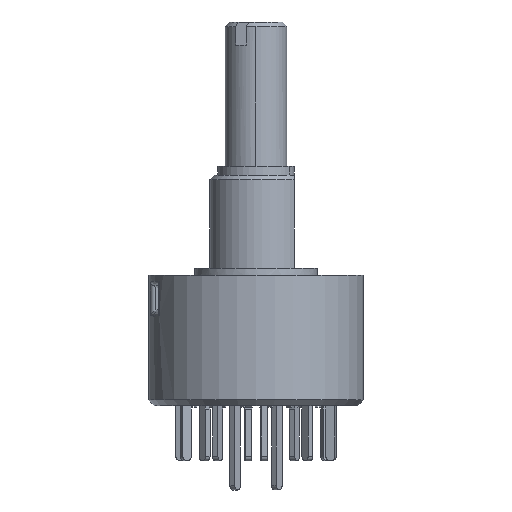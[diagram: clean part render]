
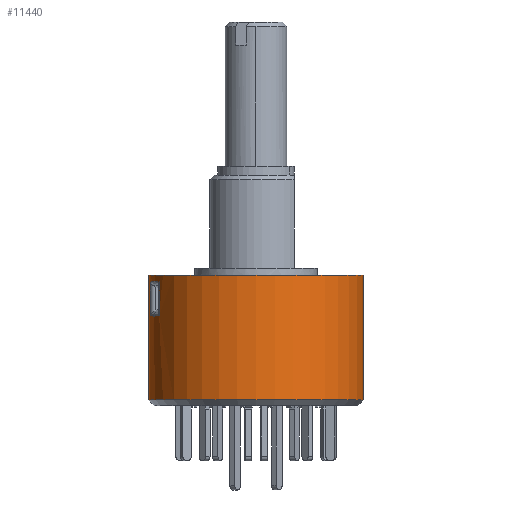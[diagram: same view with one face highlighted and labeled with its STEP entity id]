
A CAD part, left-side view. The second image highlights one B-rep face of the part: STEP entity #11440.
In plain terms, the highlighted cylindrical face has radius 7 mm (diameter 14 mm), a partial arc.
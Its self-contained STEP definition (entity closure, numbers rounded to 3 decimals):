
#620 = ORIENTED_EDGE ( 'NONE', *, *, #3149, .T. ) ;
#1130 = VERTEX_POINT ( 'NONE', #1894 ) ;
#1415 =( BOUNDED_CURVE ( )  B_SPLINE_CURVE ( 3, ( #12564, #8800, #7531, #5079 ),
 .UNSPECIFIED., .F., .F. ) 
 B_SPLINE_CURVE_WITH_KNOTS ( ( 4, 4 ),
 ( 3.007, 3.276 ),
 .UNSPECIFIED. ) 
 CURVE ( )  GEOMETRIC_REPRESENTATION_ITEM ( )  RATIONAL_B_SPLINE_CURVE ( ( 1., 0.994, 0.994, 1. ) ) 
 REPRESENTATION_ITEM ( '' )  );
#1842 = LINE ( 'NONE', #3266, #15906 ) ;
#1894 = CARTESIAN_POINT ( 'NONE',  ( -1.252, 6.887, -0.888 ) ) ;
#2023 = VERTEX_POINT ( 'NONE', #14560 ) ;
#2410 = CARTESIAN_POINT ( 'NONE',  ( -1.56, 6.831, -3.117 ) ) ;
#2436 = DIRECTION ( 'NONE',  ( 0., 0., -1. ) ) ;
#2464 = CARTESIAN_POINT ( 'NONE',  ( -2.163, 6.657, -3.129 ) ) ;
#2860 = ORIENTED_EDGE ( 'NONE', *, *, #12643, .T. ) ;
#3149 = EDGE_CURVE ( 'NONE', #4615, #1130, #7194, .T. ) ;
#3266 = CARTESIAN_POINT ( 'NONE',  ( -3.036, 6.308, -0.45 ) ) ;
#3294 = VERTEX_POINT ( 'NONE', #11582 ) ;
#3336 = CIRCLE ( 'NONE', #4643, 7. ) ;
#3387 = ORIENTED_EDGE ( 'NONE', *, *, #12671, .T. ) ;
#3537 = DIRECTION ( 'NONE',  ( 0., 0., -1. ) ) ;
#3569 = DIRECTION ( 'NONE',  ( 0., -1., 0. ) ) ;
#3627 = DIRECTION ( 'NONE',  ( 0., 0., 1. ) ) ;
#3716 = VERTEX_POINT ( 'NONE', #11913 ) ;
#3797 = CIRCLE ( 'NONE', #10737, 7. ) ;
#4099 = ORIENTED_EDGE ( 'NONE', *, *, #6821, .T. ) ;
#4193 = DIRECTION ( 'NONE',  ( 0., 0., 1. ) ) ;
#4440 = CARTESIAN_POINT ( 'NONE',  ( 0., 7., -0.45 ) ) ;
#4492 = EDGE_CURVE ( 'NONE', #13022, #16309, #3336, .T. ) ;
#4615 = VERTEX_POINT ( 'NONE', #13771 ) ;
#4643 = AXIS2_PLACEMENT_3D ( 'NONE', #13113, #4193, #13061 ) ;
#4992 = CARTESIAN_POINT ( 'NONE',  ( 0., 7., -0.45 ) ) ;
#5079 = CARTESIAN_POINT ( 'NONE',  ( -3.036, 6.308, -0.888 ) ) ;
#5245 = CARTESIAN_POINT ( 'NONE',  ( 0., 0., -0.45 ) ) ;
#5347 = DIRECTION ( 'NONE',  ( 0., 0., -1. ) ) ;
#5453 = EDGE_LOOP ( 'NONE', ( #4099, #2860, #620, #3387, #14365 ) ) ;
#6144 = CARTESIAN_POINT ( 'NONE',  ( 0., -7., -0.45 ) ) ;
#6821 = EDGE_CURVE ( 'NONE', #11504, #2023, #11708, .T. ) ;
#7194 = LINE ( 'NONE', #16262, #10132 ) ;
#7333 =( BOUNDED_CURVE ( )  B_SPLINE_CURVE ( 3, ( #2464, #15239, #2410, #7638 ),
 .UNSPECIFIED., .F., .F. ) 
 B_SPLINE_CURVE_WITH_KNOTS ( ( 4, 4 ),
 ( 0., 0.134 ),
 .UNSPECIFIED. ) 
 CURVE ( )  GEOMETRIC_REPRESENTATION_ITEM ( )  RATIONAL_B_SPLINE_CURVE ( ( 1., 0.998, 0.998, 1. ) ) 
 REPRESENTATION_ITEM ( '' )  );
#7531 = CARTESIAN_POINT ( 'NONE',  ( -2.469, 6.58, -0.841 ) ) ;
#7613 = VECTOR ( 'NONE', #2436, 1000. ) ;
#7638 = CARTESIAN_POINT ( 'NONE',  ( -1.252, 6.887, -3.094 ) ) ;
#8327 = EDGE_CURVE ( 'NONE', #3716, #11504, #1842, .T. ) ;
#8361 = ORIENTED_EDGE ( 'NONE', *, *, #8953, .T. ) ;
#8364 = CARTESIAN_POINT ( 'NONE',  ( -3.036, 6.308, -3.094 ) ) ;
#8800 = CARTESIAN_POINT ( 'NONE',  ( -1.871, 6.775, -0.841 ) ) ;
#8953 = EDGE_CURVE ( 'NONE', #14871, #3294, #3797, .T. ) ;
#9842 = EDGE_CURVE ( 'NONE', #16309, #3294, #16022, .T. ) ;
#10132 = VECTOR ( 'NONE', #12667, 1000. ) ;
#10462 = AXIS2_PLACEMENT_3D ( 'NONE', #5245, #5347, #12100 ) ;
#10737 = AXIS2_PLACEMENT_3D ( 'NONE', #13761, #3627, #3569 ) ;
#10776 = ORIENTED_EDGE ( 'NONE', *, *, #12011, .T. ) ;
#10881 = CARTESIAN_POINT ( 'NONE',  ( -2.753, 6.444, -3.117 ) ) ;
#11217 = CYLINDRICAL_SURFACE ( 'NONE', #10462, 7. ) ;
#11440 = ADVANCED_FACE ( 'NONE', ( #14395, #13381 ), #11217, .T. ) ;
#11504 = VERTEX_POINT ( 'NONE', #8364 ) ;
#11582 = CARTESIAN_POINT ( 'NONE',  ( 0., -7., -8.574 ) ) ;
#11708 =( BOUNDED_CURVE ( )  B_SPLINE_CURVE ( 3, ( #13486, #10881, #12035, #12140 ),
 .UNSPECIFIED., .F., .T. ) 
 B_SPLINE_CURVE_WITH_KNOTS ( ( 4, 4 ),
 ( 6.149, 6.283 ),
 .UNSPECIFIED. ) 
 CURVE ( )  GEOMETRIC_REPRESENTATION_ITEM ( )  RATIONAL_B_SPLINE_CURVE ( ( 1., 0.998, 0.998, 1. ) ) 
 REPRESENTATION_ITEM ( '' )  );
#11913 = CARTESIAN_POINT ( 'NONE',  ( -3.036, 6.308, -0.888 ) ) ;
#12011 = EDGE_CURVE ( 'NONE', #13022, #14871, #12568, .T. ) ;
#12035 = CARTESIAN_POINT ( 'NONE',  ( -2.462, 6.56, -3.129 ) ) ;
#12100 = DIRECTION ( 'NONE',  ( 0., 1., 0. ) ) ;
#12115 = DIRECTION ( 'NONE',  ( 0., 0., -1. ) ) ;
#12140 = CARTESIAN_POINT ( 'NONE',  ( -2.163, 6.657, -3.129 ) ) ;
#12271 = EDGE_LOOP ( 'NONE', ( #15822, #14698, #10776, #8361 ) ) ;
#12564 = CARTESIAN_POINT ( 'NONE',  ( -1.252, 6.887, -0.888 ) ) ;
#12568 = LINE ( 'NONE', #4992, #7613 ) ;
#12643 = EDGE_CURVE ( 'NONE', #2023, #4615, #7333, .T. ) ;
#12667 = DIRECTION ( 'NONE',  ( 0., 0., 1. ) ) ;
#12671 = EDGE_CURVE ( 'NONE', #1130, #3716, #1415, .T. ) ;
#12725 = CARTESIAN_POINT ( 'NONE',  ( 0., -7., -0.45 ) ) ;
#13022 = VERTEX_POINT ( 'NONE', #4440 ) ;
#13061 = DIRECTION ( 'NONE',  ( 0., -1., 0. ) ) ;
#13113 = CARTESIAN_POINT ( 'NONE',  ( 0., 0., -0.45 ) ) ;
#13249 = VECTOR ( 'NONE', #3537, 1000. ) ;
#13381 = FACE_BOUND ( 'NONE', #5453, .T. ) ;
#13486 = CARTESIAN_POINT ( 'NONE',  ( -3.036, 6.308, -3.094 ) ) ;
#13743 = CARTESIAN_POINT ( 'NONE',  ( 0., 7., -8.574 ) ) ;
#13761 = CARTESIAN_POINT ( 'NONE',  ( 0., 0., -8.574 ) ) ;
#13771 = CARTESIAN_POINT ( 'NONE',  ( -1.252, 6.887, -3.094 ) ) ;
#14365 = ORIENTED_EDGE ( 'NONE', *, *, #8327, .T. ) ;
#14395 = FACE_OUTER_BOUND ( 'NONE', #12271, .T. ) ;
#14560 = CARTESIAN_POINT ( 'NONE',  ( -2.163, 6.657, -3.129 ) ) ;
#14698 = ORIENTED_EDGE ( 'NONE', *, *, #4492, .F. ) ;
#14871 = VERTEX_POINT ( 'NONE', #13743 ) ;
#15239 = CARTESIAN_POINT ( 'NONE',  ( -1.865, 6.754, -3.129 ) ) ;
#15822 = ORIENTED_EDGE ( 'NONE', *, *, #9842, .F. ) ;
#15906 = VECTOR ( 'NONE', #12115, 1000. ) ;
#16022 = LINE ( 'NONE', #6144, #13249 ) ;
#16262 = CARTESIAN_POINT ( 'NONE',  ( -1.252, 6.887, -0.45 ) ) ;
#16309 = VERTEX_POINT ( 'NONE', #12725 ) ;
